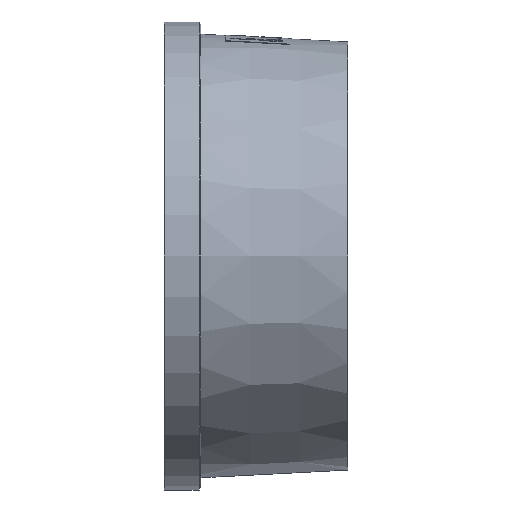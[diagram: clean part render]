
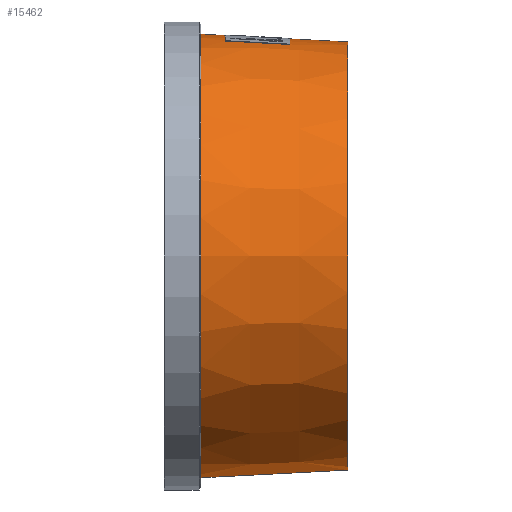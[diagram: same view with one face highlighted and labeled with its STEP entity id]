
A CAD part, left-side view. The second image highlights one B-rep face of the part: STEP entity #15462.
In plain terms, the highlighted conical face has half-angle 3 degrees and reference radius 69.984 mm.
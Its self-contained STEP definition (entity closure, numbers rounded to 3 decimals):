
#227 = AXIS2_PLACEMENT_3D ( 'NONE', #7631, #7647, #7575 ) ;
#510 = AXIS2_PLACEMENT_3D ( 'NONE', #12080, #12122, #12106 ) ;
#527 = AXIS2_PLACEMENT_3D ( 'NONE', #11999, #11987, #12000 ) ;
#537 = AXIS2_PLACEMENT_3D ( 'NONE', #11991, #11992, #11973 ) ;
#538 = AXIS2_PLACEMENT_3D ( 'NONE', #12123, #12079, #12145 ) ;
#7575 = DIRECTION ( 'NONE',  ( 0., 0., 1. ) ) ;
#7631 = CARTESIAN_POINT ( 'NONE',  ( 0., 0., 0. ) ) ;
#7647 = DIRECTION ( 'NONE',  ( 0., 1., 0. ) ) ;
#8141 = CONICAL_SURFACE ( 'NONE', #227, 69.984, 0.052 ) ;
#8170 = FACE_OUTER_BOUND ( 'NONE', #16550, .T. ) ;
#8545 = LINE ( 'NONE', #11946, #8562 ) ;
#8562 = VECTOR ( 'NONE', #11934, 1000. ) ;
#8582 = VECTOR ( 'NONE', #12010, 1000. ) ;
#8585 = VECTOR ( 'NONE', #12225, 1000. ) ;
#8590 = CIRCLE ( 'NONE', #527, 70.98 ) ;
#8599 = CIRCLE ( 'NONE', #510, 72.081 ) ;
#8607 = CIRCLE ( 'NONE', #537, 69.984 ) ;
#8609 = LINE ( 'NONE', #11990, #8582 ) ;
#8616 = CIRCLE ( 'NONE', #538, 72.5 ) ;
#8622 = LINE ( 'NONE', #12224, #8585 ) ;
#9346 = CARTESIAN_POINT ( 'NONE',  ( -16., 40., 70.283 ) ) ;
#9471 = CARTESIAN_POINT ( 'NONE',  ( -16., 19., 69.153 ) ) ;
#9606 = CARTESIAN_POINT ( 'NONE',  ( 0., 48., -72.5 ) ) ;
#9608 = CARTESIAN_POINT ( 'NONE',  ( 0., 40., 72.081 ) ) ;
#9618 = CARTESIAN_POINT ( 'NONE',  ( 0., 0., 69.984 ) ) ;
#9631 = CARTESIAN_POINT ( 'NONE',  ( 0., 19., 70.98 ) ) ;
#9685 = CARTESIAN_POINT ( 'NONE',  ( 0., 0., -69.984 ) ) ;
#9695 = CARTESIAN_POINT ( 'NONE',  ( 0., 48., 72.5 ) ) ;
#11934 = DIRECTION ( 'NONE',  ( 0., 0.999, 0.052 ) ) ;
#11946 = CARTESIAN_POINT ( 'NONE',  ( 0., 0., 69.984 ) ) ;
#11973 = DIRECTION ( 'NONE',  ( 0., 0., 1. ) ) ;
#11987 = DIRECTION ( 'NONE',  ( 0., 1., 0. ) ) ;
#11990 = CARTESIAN_POINT ( 'NONE',  ( 0., 0., -69.984 ) ) ;
#11991 = CARTESIAN_POINT ( 'NONE',  ( 0., 0., 0. ) ) ;
#11992 = DIRECTION ( 'NONE',  ( 0., 1., 0. ) ) ;
#11999 = CARTESIAN_POINT ( 'NONE',  ( 0., 19., 0. ) ) ;
#12000 = DIRECTION ( 'NONE',  ( -1., 0., 0. ) ) ;
#12010 = DIRECTION ( 'NONE',  ( 0., 0.999, -0.052 ) ) ;
#12079 = DIRECTION ( 'NONE',  ( 0., 1., 0. ) ) ;
#12080 = CARTESIAN_POINT ( 'NONE',  ( 0., 40., 0. ) ) ;
#12106 = DIRECTION ( 'NONE',  ( 1., 0., 0. ) ) ;
#12122 = DIRECTION ( 'NONE',  ( 0., -1., 0. ) ) ;
#12123 = CARTESIAN_POINT ( 'NONE',  ( 0., 48., 0. ) ) ;
#12145 = DIRECTION ( 'NONE',  ( 0., 0., 1. ) ) ;
#12224 = CARTESIAN_POINT ( 'NONE',  ( 0., 0., 69.984 ) ) ;
#12225 = DIRECTION ( 'NONE',  ( 0., 0.999, 0.052 ) ) ;
#12232 = CARTESIAN_POINT ( 'NONE',  ( -16., 20.748, 69.247 ) ) ;
#12233 = CARTESIAN_POINT ( 'NONE',  ( -16., 19.874, 69.2 ) ) ;
#12249 = CARTESIAN_POINT ( 'NONE',  ( -16., 33.874, 69.953 ) ) ;
#12255 = CARTESIAN_POINT ( 'NONE',  ( -16., 19., 69.153 ) ) ;
#12259 = CARTESIAN_POINT ( 'NONE',  ( -16., 27.748, 69.624 ) ) ;
#12271 = CARTESIAN_POINT ( 'NONE',  ( -16., 21.623, 69.294 ) ) ;
#12274 = CARTESIAN_POINT ( 'NONE',  ( -16., 40., 70.283 ) ) ;
#15462 = ADVANCED_FACE ( 'NONE', ( #8170 ), #8141, .T. ) ;
#15812 = EDGE_CURVE ( 'NONE', #20289, #20332, #8545, .T. ) ;
#15819 = EDGE_CURVE ( 'NONE', #20366, #20267, #8609, .T. ) ;
#15822 = EDGE_CURVE ( 'NONE', #20366, #20276, #8607, .T. ) ;
#15825 = EDGE_CURVE ( 'NONE', #19995, #20315, #8590, .T. ) ;
#15836 = EDGE_CURVE ( 'NONE', #20289, #19923, #8599, .T. ) ;
#15838 = EDGE_CURVE ( 'NONE', #20267, #20332, #8616, .T. ) ;
#15860 = EDGE_CURVE ( 'NONE', #20276, #20315, #8622, .T. ) ;
#15863 = EDGE_CURVE ( 'NONE', #19923, #19995, #19578, .T. ) ;
#16550 = EDGE_LOOP ( 'NONE', ( #17382, #17464, #17362, #17418, #17351, #17461, #17427, #17419 ) ) ;
#17351 = ORIENTED_EDGE ( 'NONE', *, *, #15863, .F. ) ;
#17362 = ORIENTED_EDGE ( 'NONE', *, *, #15860, .T. ) ;
#17382 = ORIENTED_EDGE ( 'NONE', *, *, #15819, .F. ) ;
#17418 = ORIENTED_EDGE ( 'NONE', *, *, #15825, .F. ) ;
#17419 = ORIENTED_EDGE ( 'NONE', *, *, #15838, .F. ) ;
#17427 = ORIENTED_EDGE ( 'NONE', *, *, #15812, .T. ) ;
#17461 = ORIENTED_EDGE ( 'NONE', *, *, #15836, .F. ) ;
#17464 = ORIENTED_EDGE ( 'NONE', *, *, #15822, .T. ) ;
#19578 = B_SPLINE_CURVE_WITH_KNOTS ( 'NONE', 3,
 ( #12274, #12249, #12259, #12271, #12232, #12233, #12255 ),
 .UNSPECIFIED., .F., .F.,
 ( 4, 3, 4 ),
 ( 0.024, 0.043, 0.045 ),
 .UNSPECIFIED. ) ;
#19923 = VERTEX_POINT ( 'NONE', #9346 ) ;
#19995 = VERTEX_POINT ( 'NONE', #9471 ) ;
#20267 = VERTEX_POINT ( 'NONE', #9606 ) ;
#20276 = VERTEX_POINT ( 'NONE', #9618 ) ;
#20289 = VERTEX_POINT ( 'NONE', #9608 ) ;
#20315 = VERTEX_POINT ( 'NONE', #9631 ) ;
#20332 = VERTEX_POINT ( 'NONE', #9695 ) ;
#20366 = VERTEX_POINT ( 'NONE', #9685 ) ;
